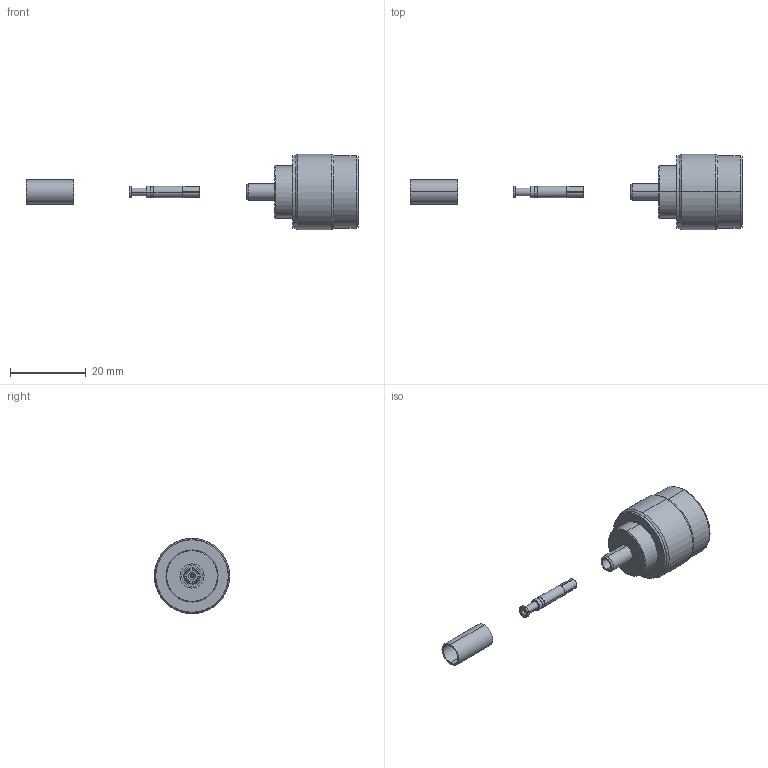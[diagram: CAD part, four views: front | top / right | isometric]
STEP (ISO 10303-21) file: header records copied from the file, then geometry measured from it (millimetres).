
FILE_DESCRIPTION (( 'STEP AP214' ), '1' );
FILE_NAME ('ARNP-1700.STEP', '2018-05-08T16:32:46', ( '' ), ( '' ), 'SwSTEP 2.0', 'SolidWorks 2017', '' );
FILE_SCHEMA (( 'AUTOMOTIVE_DESIGN' ));
Length unit declared in the file: millimetre
Products named in the file (4): ARNP-1700-MA3; ARNP-1700-MA2; ARNP-1700-MA1; ARNP-1700
Assembly tree (3 placements, depth 2):
  ARNP-1700
    ARNP-1700-MA1
    ARNP-1700-MA2
    ARNP-1700-MA3
Bounding box: 87.91 x 20 x 20 mm (x, y, z)
Volume: 4381.1 mm3; surface area: 4000.1 mm2
Topology: 3 solids, 3 shells, 166 faces, 378 edges, 226 vertices
Faces by surface type: cone 64, cylinder 54, plane 48
Entity records: 4899 total; most frequent: CARTESIAN_POINT 964, DIRECTION 862, ORIENTED_EDGE 748, EDGE_CURVE 374, AXIS2_PLACEMENT_3D 356, VERTEX_POINT 226, CIRCLE 184, EDGE_LOOP 182
